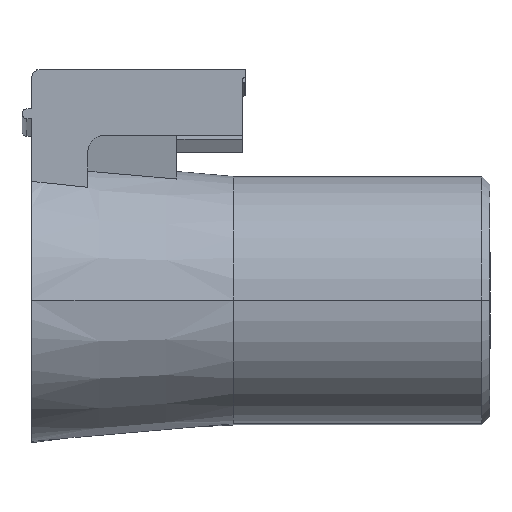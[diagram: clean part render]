
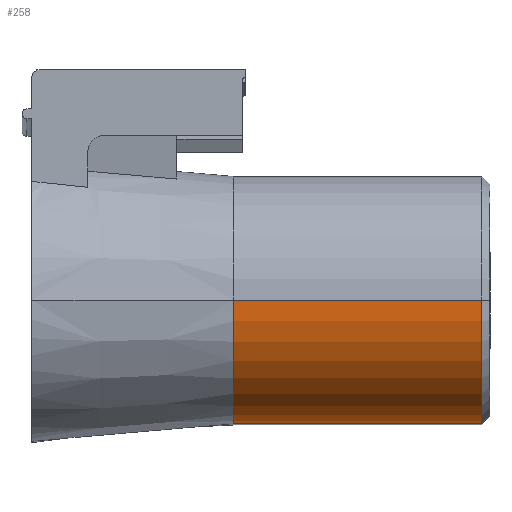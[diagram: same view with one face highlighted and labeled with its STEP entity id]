
A CAD part, front view. The second image highlights one B-rep face of the part: STEP entity #258.
In plain terms, the highlighted cylindrical face has radius 7.5 mm (diameter 15 mm), a partial arc.
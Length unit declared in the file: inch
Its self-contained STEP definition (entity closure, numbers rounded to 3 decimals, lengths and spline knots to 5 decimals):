
#18 = ORIENTED_EDGE ( 'NONE', *, *, #2113, .F. ) ;
#35 = VECTOR ( 'NONE', #1093, 39.37008 ) ;
#59 = ORIENTED_EDGE ( 'NONE', *, *, #485, .F. ) ;
#126 = ORIENTED_EDGE ( 'NONE', *, *, #2911, .T. ) ;
#223 = CIRCLE ( 'NONE', #3504, 0.29528 ) ;
#258 = ADVANCED_FACE ( 'NONE', ( #1724 ), #3426, .T. ) ;
#355 = EDGE_LOOP ( 'NONE', ( #59, #126, #2203, #18 ) ) ;
#485 = EDGE_CURVE ( 'NONE', #3493, #1700, #3268, .T. ) ;
#495 = CARTESIAN_POINT ( 'NONE',  ( 0.7565, -0.29528, 0. ) ) ;
#542 = VERTEX_POINT ( 'NONE', #1291 ) ;
#768 = VERTEX_POINT ( 'NONE', #3260 ) ;
#847 = EDGE_CURVE ( 'NONE', #768, #542, #223, .T. ) ;
#1093 = DIRECTION ( 'NONE',  ( -1., 0., 0. ) ) ;
#1291 = CARTESIAN_POINT ( 'NONE',  ( 0.45, -0.29528, 0. ) ) ;
#1606 = DIRECTION ( 'NONE',  ( 1., 0., 0. ) ) ;
#1634 = CARTESIAN_POINT ( 'NONE',  ( 0.45, 0., 0. ) ) ;
#1687 = DIRECTION ( 'NONE',  ( -1., 0., 0. ) ) ;
#1700 = VERTEX_POINT ( 'NONE', #3531 ) ;
#1724 = FACE_OUTER_BOUND ( 'NONE', #355, .T. ) ;
#1762 = VECTOR ( 'NONE', #2101, 39.37008 ) ;
#1846 = CARTESIAN_POINT ( 'NONE',  ( 0.7565, -0.00723, -0.29519 ) ) ;
#1886 = CARTESIAN_POINT ( 'NONE',  ( 1.04331, 0., 0. ) ) ;
#1967 = CARTESIAN_POINT ( 'NONE',  ( 0.7565, 0., 0. ) ) ;
#2101 = DIRECTION ( 'NONE',  ( -1., 0., 0. ) ) ;
#2113 = EDGE_CURVE ( 'NONE', #1700, #768, #3229, .T. ) ;
#2203 = ORIENTED_EDGE ( 'NONE', *, *, #847, .F. ) ;
#2318 = AXIS2_PLACEMENT_3D ( 'NONE', #1886, #1606, #3066 ) ;
#2584 = DIRECTION ( 'NONE',  ( 0., -1., 0. ) ) ;
#2856 = AXIS2_PLACEMENT_3D ( 'NONE', #1967, #1687, #2584 ) ;
#2911 = EDGE_CURVE ( 'NONE', #3493, #542, #3294, .T. ) ;
#3066 = DIRECTION ( 'NONE',  ( 0., 1., 0. ) ) ;
#3229 = LINE ( 'NONE', #1846, #1762 ) ;
#3260 = CARTESIAN_POINT ( 'NONE',  ( 0.45, -0.00723, -0.29519 ) ) ;
#3268 = CIRCLE ( 'NONE', #2318, 0.29528 ) ;
#3282 = DIRECTION ( 'NONE',  ( 0., -1., 0. ) ) ;
#3294 = LINE ( 'NONE', #495, #35 ) ;
#3402 = CARTESIAN_POINT ( 'NONE',  ( 1.04331, -0.29528, 0. ) ) ;
#3426 = CYLINDRICAL_SURFACE ( 'NONE', #2856, 0.29528 ) ;
#3493 = VERTEX_POINT ( 'NONE', #3402 ) ;
#3504 = AXIS2_PLACEMENT_3D ( 'NONE', #1634, #3561, #3282 ) ;
#3531 = CARTESIAN_POINT ( 'NONE',  ( 1.04331, -0.00723, -0.29519 ) ) ;
#3561 = DIRECTION ( 'NONE',  ( -1., 0., 0. ) ) ;
